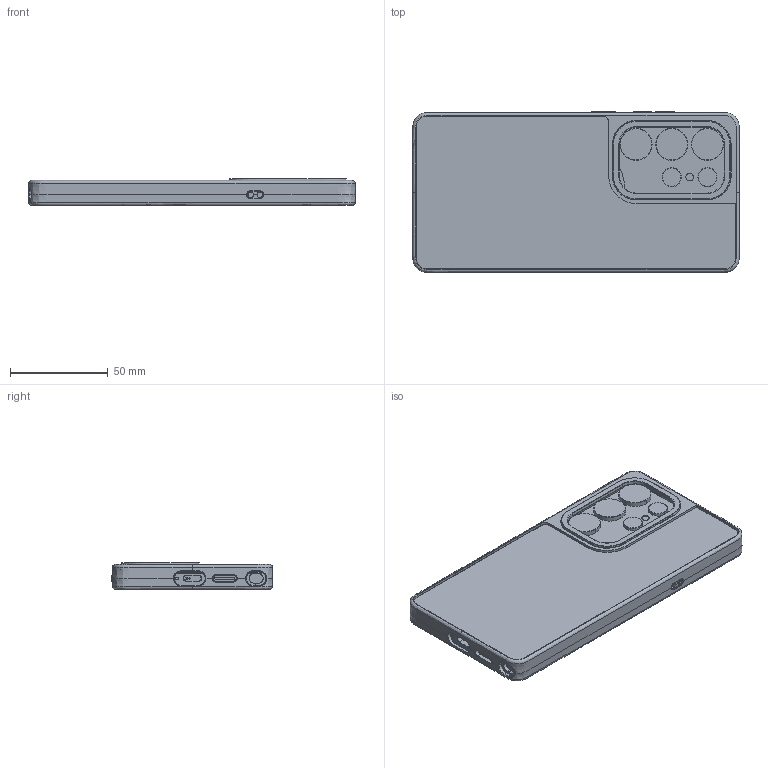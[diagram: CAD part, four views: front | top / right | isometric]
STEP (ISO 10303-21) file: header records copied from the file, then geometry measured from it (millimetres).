
FILE_DESCRIPTION((''),'2;1');
FILE_NAME('SX-S25-ULTRA_ASM','2025-06-12T',('Administrator'),(''),'PRO/ENGINEER BY PARAMETRIC TECHNOLOGY CORPORATION, 2015240','PRO/ENGINEER BY PARAMETRIC TECHNOLOGY CORPORATION, 2015240','');
FILE_SCHEMA(('AUTOMOTIVE_DESIGN_CC2 { 1 2 10303 214 -1 1 5 2 }'));
Products named in the file (5): SX-S25-ULTRA-TPU; SX-S25-ULTRA-PC1; SX-S25-ULTRA-JX; S23U-S24U-S25U-PC; SX-S25-ULTRA_ASM
Assembly tree (4 placements, depth 2):
  SX-S25-ULTRA_ASM
    SX-S25-ULTRA-TPU
    SX-S25-ULTRA-PC1
    SX-S25-ULTRA-JX
    S23U-S24U-S25U-PC
Bounding box: 166.93 x 82.25 x 13.75 mm (x, y, z)
Volume: 135328.5 mm3; surface area: 72766.3 mm2
Topology: 4 solids, 4 shells, 748 faces, 1919 edges, 1208 vertices
Faces by surface type: plane 263, bspline 173, cylinder 152, cone 85, extrusion 49, torus 26
Entity records: 45520 total; most frequent: CARTESIAN_POINT 22017, ORIENTED_EDGE 3838, DIRECTION 2998, PRESENTATION_STYLE_ASSIGNMENT 1937, EDGE_CURVE 1919, STYLED_ITEM 1861, CURVE_STYLE 1845, VERTEX_POINT 1208
